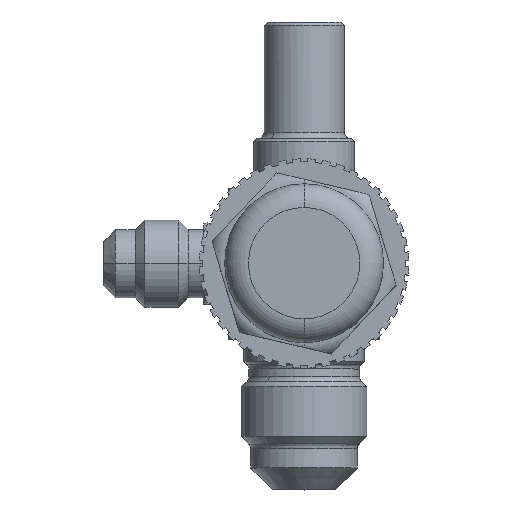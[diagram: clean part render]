
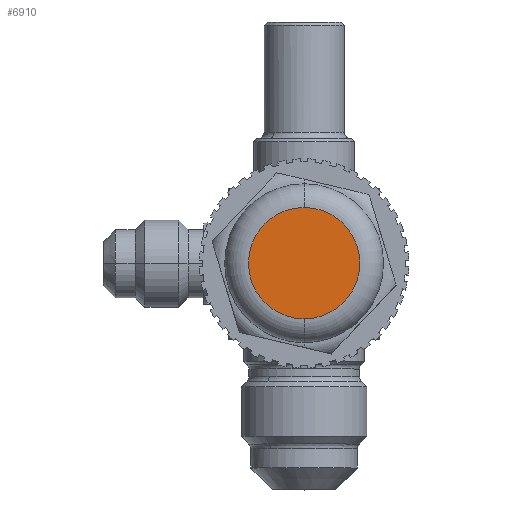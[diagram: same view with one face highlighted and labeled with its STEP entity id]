
A CAD part, top view. The second image highlights one B-rep face of the part: STEP entity #6910.
In plain terms, the highlighted planar face has unit normal (0, 0, 1).
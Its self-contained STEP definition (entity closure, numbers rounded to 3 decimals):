
#438 = FACE_OUTER_BOUND ( 'NONE', #1605, .T. ) ;
#1605 = EDGE_LOOP ( 'NONE', ( #2098, #2608 ) ) ;
#2098 = ORIENTED_EDGE ( 'NONE', *, *, #13969, .T. ) ;
#2608 = ORIENTED_EDGE ( 'NONE', *, *, #6148, .T. ) ;
#2986 = AXIS2_PLACEMENT_3D ( 'NONE', #5620, #8124, #11806 ) ;
#3734 = CIRCLE ( 'NONE', #2986, 7.04 ) ;
#4047 = DIRECTION ( 'NONE',  ( 0., 0., 1. ) ) ;
#4334 = DIRECTION ( 'NONE',  ( 0., 0., 1. ) ) ;
#4406 = DIRECTION ( 'NONE',  ( 0., -1., 0. ) ) ;
#5219 = CARTESIAN_POINT ( 'NONE',  ( 0., 0., 22.821 ) ) ;
#5620 = CARTESIAN_POINT ( 'NONE',  ( 0., 0., 22.821 ) ) ;
#6148 = EDGE_CURVE ( 'NONE', #8172, #11216, #15338, .T. ) ;
#6910 = ADVANCED_FACE ( 'NONE', ( #438 ), #14774, .T. ) ;
#7720 = CARTESIAN_POINT ( 'NONE',  ( 0., -7.04, 22.821 ) ) ;
#8124 = DIRECTION ( 'NONE',  ( 0., 0., 1. ) ) ;
#8172 = VERTEX_POINT ( 'NONE', #14122 ) ;
#11216 = VERTEX_POINT ( 'NONE', #7720 ) ;
#11806 = DIRECTION ( 'NONE',  ( 0., -1., 0. ) ) ;
#12328 = AXIS2_PLACEMENT_3D ( 'NONE', #14330, #4334, #4406 ) ;
#13969 = EDGE_CURVE ( 'NONE', #11216, #8172, #3734, .T. ) ;
#14093 = AXIS2_PLACEMENT_3D ( 'NONE', #5219, #4047, #14849 ) ;
#14122 = CARTESIAN_POINT ( 'NONE',  ( 0., 7.04, 22.821 ) ) ;
#14330 = CARTESIAN_POINT ( 'NONE',  ( 0., 0., 22.821 ) ) ;
#14774 = PLANE ( 'NONE',  #14093 ) ;
#14849 = DIRECTION ( 'NONE',  ( 0., -1., 0. ) ) ;
#15338 = CIRCLE ( 'NONE', #12328, 7.04 ) ;
